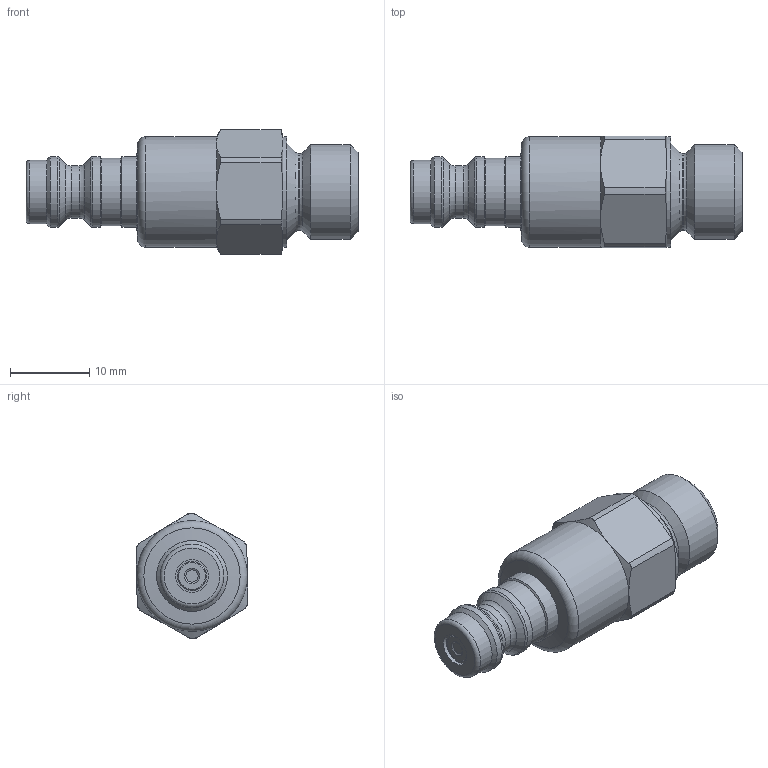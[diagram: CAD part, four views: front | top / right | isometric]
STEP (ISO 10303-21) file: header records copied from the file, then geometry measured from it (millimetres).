
FILE_DESCRIPTION(/* description */ (''),/* implementation_level */ '2;1');
FILE_NAME(/* name */ 'ESME 1215 NAAB.stp',/* time_stamp */ '2022-11-29T07:34:20+01:00',/* author */ ('meier'),/* organization */ (''),/* preprocessor_version */ 'ST-DEVELOPER v18.1',/* originating_system */ 'Autodesk Inventor 2022',/* authorisation */ '0 mm^3');
FILE_SCHEMA (('AUTOMOTIVE_DESIGN { 1 0 10303 214 3 1 1 }'));
Length unit declared in the file: millimetre
Products named in the file (1): LUE_00041112
Bounding box: 42 x 14.13 x 15.88 mm (x, y, z)
Volume: 4391.8 mm3; surface area: 2082.8 mm2
Topology: 1 solids, 1 shells, 70 faces, 167 edges, 104 vertices
Faces by surface type: cone 24, plane 19, cylinder 19, torus 8
Full cylindrical faces by diameter (mm): 2 x1, 4.2 x1, 6 x1, 6.6 x1, 8.05 x1, 8.5 x1, 8.96 x3, 9.7 x1, 12 x1, 14 x2
Entity records: 2144 total; most frequent: CARTESIAN_POINT 390, DIRECTION 379, ORIENTED_EDGE 334, EDGE_CURVE 167, AXIS2_PLACEMENT_3D 165, VERTEX_POINT 104, CIRCLE 94, EDGE_LOOP 75
